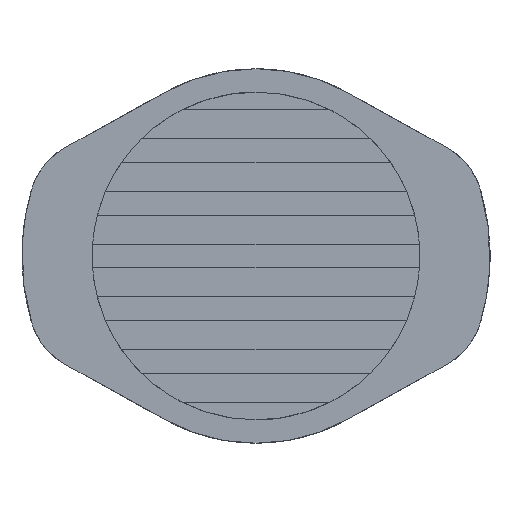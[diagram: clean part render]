
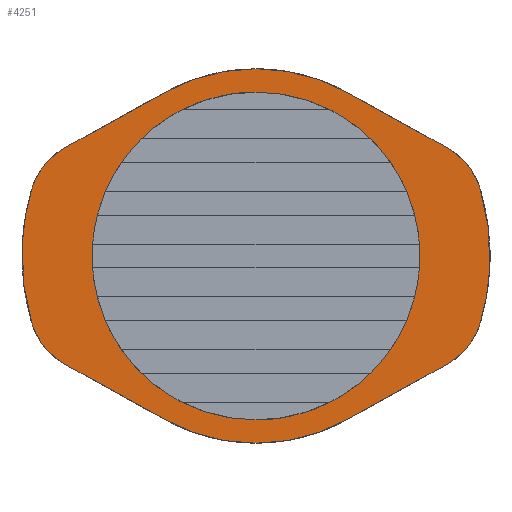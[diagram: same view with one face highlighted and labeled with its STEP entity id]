
A CAD part, left-side view. The second image highlights one B-rep face of the part: STEP entity #4251.
In plain terms, the highlighted free-form (B-spline) face has degree [1, 1] with [2, 2] control points.
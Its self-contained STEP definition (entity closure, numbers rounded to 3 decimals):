
#87 = VERTEX_POINT('',#88);
#88 = CARTESIAN_POINT('',(0.,0.,10.922));
#93 = EDGE_CURVE('',#94,#87,#96,.T.);
#94 = VERTEX_POINT('',#95);
#95 = CARTESIAN_POINT('',(0.,-5.292,9.554));
#96 = ( BOUNDED_CURVE() B_SPLINE_CURVE(2,(#97,#98,#99),.UNSPECIFIED.,.F.
,.F.) B_SPLINE_CURVE_WITH_KNOTS((3,3),(5.777,6.283),
.PIECEWISE_BEZIER_KNOTS.) CURVE() GEOMETRIC_REPRESENTATION_ITEM() 
RATIONAL_B_SPLINE_CURVE((1.,0.968,1.)) REPRESENTATION_ITEM('') 
  );
#97 = CARTESIAN_POINT('',(0.,-5.292,9.554));
#98 = CARTESIAN_POINT('',(0.,-2.823,10.922));
#99 = CARTESIAN_POINT('',(0.,0.,10.922));
#2391 = VERTEX_POINT('',#2392);
#2392 = CARTESIAN_POINT('',(0.,0.,-6.553));
#2406 = VERTEX_POINT('',#2407);
#2407 = CARTESIAN_POINT('',(0.,0.,6.553));
#2412 = EDGE_CURVE('',#2406,#2391,#2413,.T.);
#2413 = ( BOUNDED_CURVE() B_SPLINE_CURVE(2,(#2414,#2415,#2416,#2417,
#2418),.UNSPECIFIED.,.F.,.F.) B_SPLINE_CURVE_WITH_KNOTS((3,2,3),(
    3.142,4.712,6.283),
.PIECEWISE_BEZIER_KNOTS.) CURVE() GEOMETRIC_REPRESENTATION_ITEM() 
RATIONAL_B_SPLINE_CURVE((1.,0.707,1.,0.707,1.)) 
REPRESENTATION_ITEM('') );
#2414 = CARTESIAN_POINT('',(0.,0.,6.553));
#2415 = CARTESIAN_POINT('',(0.,-6.553,6.553));
#2416 = CARTESIAN_POINT('',(0.,-6.553,0.));
#2417 = CARTESIAN_POINT('',(0.,-6.553,-6.553));
#2418 = CARTESIAN_POINT('',(0.,0.,-6.553));
#3045 = VERTEX_POINT('',#3046);
#3046 = CARTESIAN_POINT('',(0.,-13.083,-3.901));
#3180 = VERTEX_POINT('',#3181);
#3181 = CARTESIAN_POINT('',(0.,-13.083,3.901));
#3186 = EDGE_CURVE('',#3180,#3045,#3187,.T.);
#3187 = ( BOUNDED_CURVE() B_SPLINE_CURVE(2,(#3188,#3189,#3190),
.UNSPECIFIED.,.F.,.F.) B_SPLINE_CURVE_WITH_KNOTS((3,3),(4.423,
5.002),.PIECEWISE_BEZIER_KNOTS.) CURVE() 
GEOMETRIC_REPRESENTATION_ITEM() RATIONAL_B_SPLINE_CURVE((1.,0.958
,1.)) REPRESENTATION_ITEM('') );
#3188 = CARTESIAN_POINT('',(0.,-13.083,3.901));
#3189 = CARTESIAN_POINT('',(0.,-14.246,0.));
#3190 = CARTESIAN_POINT('',(0.,-13.083,-3.901));
#3213 = VERTEX_POINT('',#3214);
#3214 = CARTESIAN_POINT('',(0.,13.083,-3.901));
#3219 = EDGE_CURVE('',#3213,#3220,#3222,.T.);
#3220 = VERTEX_POINT('',#3221);
#3221 = CARTESIAN_POINT('',(0.,13.083,3.901));
#3222 = ( BOUNDED_CURVE() B_SPLINE_CURVE(2,(#3223,#3224,#3225),
.UNSPECIFIED.,.F.,.F.) B_SPLINE_CURVE_WITH_KNOTS((3,3),(1.281,
1.861),.PIECEWISE_BEZIER_KNOTS.) CURVE() 
GEOMETRIC_REPRESENTATION_ITEM() RATIONAL_B_SPLINE_CURVE((1.,0.958
,1.)) REPRESENTATION_ITEM('') );
#3223 = CARTESIAN_POINT('',(0.,13.083,-3.901));
#3224 = CARTESIAN_POINT('',(0.,14.246,0.));
#3225 = CARTESIAN_POINT('',(0.,13.083,3.901));
#3614 = EDGE_CURVE('',#2391,#2406,#3615,.T.);
#3615 = ( BOUNDED_CURVE() B_SPLINE_CURVE(2,(#3616,#3617,#3618,#3619,
#3620),.UNSPECIFIED.,.F.,.F.) B_SPLINE_CURVE_WITH_KNOTS((3,2,3),(0.,
1.571,3.142),.PIECEWISE_BEZIER_KNOTS.) CURVE() 
GEOMETRIC_REPRESENTATION_ITEM() RATIONAL_B_SPLINE_CURVE((1.,
0.707,1.,0.707,1.)) REPRESENTATION_ITEM('') );
#3616 = CARTESIAN_POINT('',(0.,0.,-6.553));
#3617 = CARTESIAN_POINT('',(0.,6.553,-6.553));
#3618 = CARTESIAN_POINT('',(0.,6.553,0.));
#3619 = CARTESIAN_POINT('',(0.,6.553,6.553));
#3620 = CARTESIAN_POINT('',(0.,0.,6.553));
#4251 = ADVANCED_FACE('',(#4252,#4256),#4331,.T.);
#4252 = FACE_BOUND('',#4253,.T.);
#4253 = EDGE_LOOP('',(#4254,#4255));
#4254 = ORIENTED_EDGE('',*,*,#3614,.T.);
#4255 = ORIENTED_EDGE('',*,*,#2412,.T.);
#4256 = FACE_BOUND('',#4257,.T.);
#4257 = EDGE_LOOP('',(#4258,#4267,#4273,#4274,#4282,#4287,#4288,#4296,
    #4303,#4309,#4310,#4318,#4325));
#4258 = ORIENTED_EDGE('',*,*,#4259,.T.);
#4259 = EDGE_CURVE('',#4260,#4262,#4264,.T.);
#4260 = VERTEX_POINT('',#4261);
#4261 = CARTESIAN_POINT('',(0.,-5.292,-9.554));
#4262 = VERTEX_POINT('',#4263);
#4263 = CARTESIAN_POINT('',(0.,-11.143,-6.313));
#4264 = B_SPLINE_CURVE_WITH_KNOTS('',1,(#4265,#4266),.UNSPECIFIED.,.F.,
  .F.,(2,2),(0.,4.899),.PIECEWISE_BEZIER_KNOTS.);
#4265 = CARTESIAN_POINT('',(0.,-5.292,-9.554));
#4266 = CARTESIAN_POINT('',(0.,-11.143,-6.313));
#4267 = ORIENTED_EDGE('',*,*,#4268,.T.);
#4268 = EDGE_CURVE('',#4262,#3045,#4269,.T.);
#4269 = ( BOUNDED_CURVE() B_SPLINE_CURVE(2,(#4270,#4271,#4272),
.UNSPECIFIED.,.F.,.F.) B_SPLINE_CURVE_WITH_KNOTS((3,3),(3.647,
4.423),.PIECEWISE_BEZIER_KNOTS.) CURVE() 
GEOMETRIC_REPRESENTATION_ITEM() RATIONAL_B_SPLINE_CURVE((1.,
0.926,1.)) REPRESENTATION_ITEM('') );
#4270 = CARTESIAN_POINT('',(0.,-11.143,-6.313));
#4271 = CARTESIAN_POINT('',(0.,-12.606,-5.503));
#4272 = CARTESIAN_POINT('',(0.,-13.083,-3.901));
#4273 = ORIENTED_EDGE('',*,*,#3186,.F.);
#4274 = ORIENTED_EDGE('',*,*,#4275,.T.);
#4275 = EDGE_CURVE('',#3180,#4276,#4278,.T.);
#4276 = VERTEX_POINT('',#4277);
#4277 = CARTESIAN_POINT('',(0.,-11.143,6.313));
#4278 = ( BOUNDED_CURVE() B_SPLINE_CURVE(2,(#4279,#4280,#4281),
.UNSPECIFIED.,.F.,.F.) B_SPLINE_CURVE_WITH_KNOTS((3,3),(1.861,
2.636),.PIECEWISE_BEZIER_KNOTS.) CURVE() 
GEOMETRIC_REPRESENTATION_ITEM() RATIONAL_B_SPLINE_CURVE((1.,
0.926,1.)) REPRESENTATION_ITEM('') );
#4279 = CARTESIAN_POINT('',(0.,-13.083,3.901));
#4280 = CARTESIAN_POINT('',(0.,-12.606,5.503));
#4281 = CARTESIAN_POINT('',(0.,-11.143,6.313));
#4282 = ORIENTED_EDGE('',*,*,#4283,.T.);
#4283 = EDGE_CURVE('',#4276,#94,#4284,.T.);
#4284 = B_SPLINE_CURVE_WITH_KNOTS('',1,(#4285,#4286),.UNSPECIFIED.,.F.,
  .F.,(2,2),(-4.899,0.),
  .PIECEWISE_BEZIER_KNOTS.);
#4285 = CARTESIAN_POINT('',(0.,-11.143,6.313));
#4286 = CARTESIAN_POINT('',(0.,-5.292,9.554));
#4287 = ORIENTED_EDGE('',*,*,#93,.T.);
#4288 = ORIENTED_EDGE('',*,*,#4289,.T.);
#4289 = EDGE_CURVE('',#87,#4290,#4292,.T.);
#4290 = VERTEX_POINT('',#4291);
#4291 = CARTESIAN_POINT('',(0.,5.292,9.554));
#4292 = ( BOUNDED_CURVE() B_SPLINE_CURVE(2,(#4293,#4294,#4295),
.UNSPECIFIED.,.F.,.F.) B_SPLINE_CURVE_WITH_KNOTS((3,3),(0.,
0.506),.PIECEWISE_BEZIER_KNOTS.) CURVE() 
GEOMETRIC_REPRESENTATION_ITEM() RATIONAL_B_SPLINE_CURVE((1.,
0.968,1.)) REPRESENTATION_ITEM('') );
#4293 = CARTESIAN_POINT('',(0.,0.,10.922));
#4294 = CARTESIAN_POINT('',(0.,2.823,10.922));
#4295 = CARTESIAN_POINT('',(0.,5.292,9.554));
#4296 = ORIENTED_EDGE('',*,*,#4297,.T.);
#4297 = EDGE_CURVE('',#4290,#4298,#4300,.T.);
#4298 = VERTEX_POINT('',#4299);
#4299 = CARTESIAN_POINT('',(0.,11.143,6.313));
#4300 = B_SPLINE_CURVE_WITH_KNOTS('',1,(#4301,#4302),.UNSPECIFIED.,.F.,
  .F.,(2,2),(0.,4.899),.PIECEWISE_BEZIER_KNOTS.);
#4301 = CARTESIAN_POINT('',(0.,5.292,9.554));
#4302 = CARTESIAN_POINT('',(0.,11.143,6.313));
#4303 = ORIENTED_EDGE('',*,*,#4304,.T.);
#4304 = EDGE_CURVE('',#4298,#3220,#4305,.T.);
#4305 = ( BOUNDED_CURVE() B_SPLINE_CURVE(2,(#4306,#4307,#4308),
.UNSPECIFIED.,.F.,.F.) B_SPLINE_CURVE_WITH_KNOTS((3,3),(0.506,
1.281),.PIECEWISE_BEZIER_KNOTS.) CURVE() 
GEOMETRIC_REPRESENTATION_ITEM() RATIONAL_B_SPLINE_CURVE((1.,
0.926,1.)) REPRESENTATION_ITEM('') );
#4306 = CARTESIAN_POINT('',(0.,11.143,6.313));
#4307 = CARTESIAN_POINT('',(0.,12.606,5.503));
#4308 = CARTESIAN_POINT('',(0.,13.083,3.901));
#4309 = ORIENTED_EDGE('',*,*,#3219,.F.);
#4310 = ORIENTED_EDGE('',*,*,#4311,.T.);
#4311 = EDGE_CURVE('',#3213,#4312,#4314,.T.);
#4312 = VERTEX_POINT('',#4313);
#4313 = CARTESIAN_POINT('',(0.,11.143,-6.313));
#4314 = ( BOUNDED_CURVE() B_SPLINE_CURVE(2,(#4315,#4316,#4317),
.UNSPECIFIED.,.F.,.F.) B_SPLINE_CURVE_WITH_KNOTS((3,3),(5.002,
5.777),.PIECEWISE_BEZIER_KNOTS.) CURVE() 
GEOMETRIC_REPRESENTATION_ITEM() RATIONAL_B_SPLINE_CURVE((1.,
0.926,1.)) REPRESENTATION_ITEM('') );
#4315 = CARTESIAN_POINT('',(0.,13.083,-3.901));
#4316 = CARTESIAN_POINT('',(0.,12.606,-5.503));
#4317 = CARTESIAN_POINT('',(0.,11.143,-6.313));
#4318 = ORIENTED_EDGE('',*,*,#4319,.T.);
#4319 = EDGE_CURVE('',#4312,#4320,#4322,.T.);
#4320 = VERTEX_POINT('',#4321);
#4321 = CARTESIAN_POINT('',(0.,5.292,-9.554));
#4322 = B_SPLINE_CURVE_WITH_KNOTS('',1,(#4323,#4324),.UNSPECIFIED.,.F.,
  .F.,(2,2),(-4.899,0.),
  .PIECEWISE_BEZIER_KNOTS.);
#4323 = CARTESIAN_POINT('',(0.,11.143,-6.313));
#4324 = CARTESIAN_POINT('',(0.,5.292,-9.554));
#4325 = ORIENTED_EDGE('',*,*,#4326,.T.);
#4326 = EDGE_CURVE('',#4320,#4260,#4327,.T.);
#4327 = ( BOUNDED_CURVE() B_SPLINE_CURVE(2,(#4328,#4329,#4330),
.UNSPECIFIED.,.F.,.F.) B_SPLINE_CURVE_WITH_KNOTS((3,3),(2.636,
3.647),.PIECEWISE_BEZIER_KNOTS.) CURVE() 
GEOMETRIC_REPRESENTATION_ITEM() RATIONAL_B_SPLINE_CURVE((1.,
0.875,1.)) REPRESENTATION_ITEM('') );
#4328 = CARTESIAN_POINT('',(0.,5.292,-9.554));
#4329 = CARTESIAN_POINT('',(0.,0.,-12.486));
#4330 = CARTESIAN_POINT('',(0.,-5.292,-9.554));
#4331 = B_SPLINE_SURFACE_WITH_KNOTS('',1,1,(
    (#4332,#4333)
    ,(#4334,#4335
    )),.UNSPECIFIED.,.F.,.F.,.F.,(2,2),(2,2),(-8.,8.),(-14.8,5.2),
  .PIECEWISE_BEZIER_KNOTS.);
#4332 = CARTESIAN_POINT('',(0.,-13.652,
    -10.922));
#4333 = CARTESIAN_POINT('',(0.,13.652,
    -10.922));
#4334 = CARTESIAN_POINT('',(0.,-13.652,
    10.922));
#4335 = CARTESIAN_POINT('',(0.,13.652,
    10.922));
